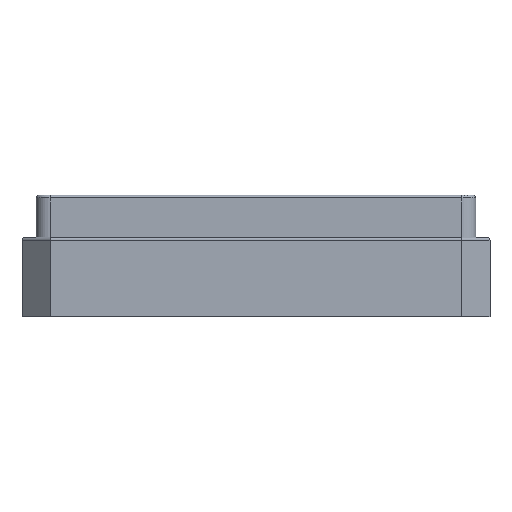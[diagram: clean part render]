
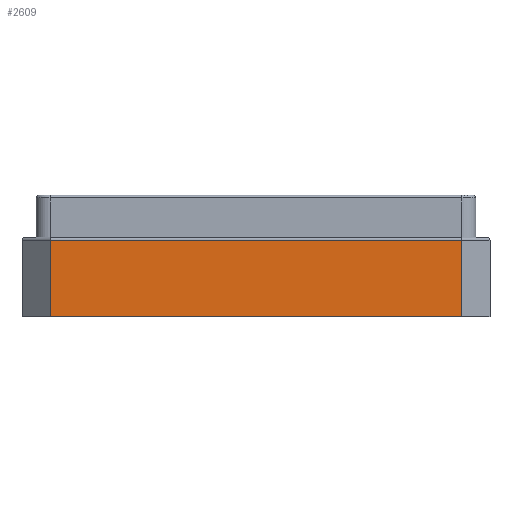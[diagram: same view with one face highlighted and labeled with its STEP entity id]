
A CAD part, front view. The second image highlights one B-rep face of the part: STEP entity #2609.
In plain terms, the highlighted planar face has unit normal (0, -1, 0).
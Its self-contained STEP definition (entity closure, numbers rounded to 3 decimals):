
#322 = CYLINDRICAL_SURFACE('',#323,0.03);
#323 = AXIS2_PLACEMENT_3D('',#324,#325,#326);
#324 = CARTESIAN_POINT('',(2.2,-1.57,0.82));
#325 = DIRECTION('',(-1.,0.,0.));
#326 = DIRECTION('',(0.,0.,1.));
#1264 = VERTEX_POINT('',#1265);
#1265 = CARTESIAN_POINT('',(2.2,-1.6,0.82));
#1279 = PLANE('',#1280);
#1280 = AXIS2_PLACEMENT_3D('',#1281,#1282,#1283);
#1281 = CARTESIAN_POINT('',(2.5,-1.3,0.));
#1282 = DIRECTION('',(0.707,-0.707,0.));
#1283 = DIRECTION('',(0.707,0.707,0.));
#1362 = EDGE_CURVE('',#1363,#1264,#1365,.T.);
#1363 = VERTEX_POINT('',#1364);
#1364 = CARTESIAN_POINT('',(-2.2,-1.6,0.82));
#1365 = SURFACE_CURVE('',#1366,(#1370,#1377),.PCURVE_S1.);
#1366 = LINE('',#1367,#1368);
#1367 = CARTESIAN_POINT('',(2.2,-1.6,0.82));
#1368 = VECTOR('',#1369,1.);
#1369 = DIRECTION('',(1.,-0.,-0.));
#1370 = PCURVE('',#322,#1371);
#1371 = DEFINITIONAL_REPRESENTATION('',(#1372),#1376);
#1372 = LINE('',#1373,#1374);
#1373 = CARTESIAN_POINT('',(4.712,0.));
#1374 = VECTOR('',#1375,1.);
#1375 = DIRECTION('',(0.,-1.));
#1376 = ( GEOMETRIC_REPRESENTATION_CONTEXT(2) 
PARAMETRIC_REPRESENTATION_CONTEXT() REPRESENTATION_CONTEXT('2D SPACE',''
  ) );
#1377 = PCURVE('',#1378,#1383);
#1378 = PLANE('',#1379);
#1379 = AXIS2_PLACEMENT_3D('',#1380,#1381,#1382);
#1380 = CARTESIAN_POINT('',(2.2,-1.6,0.));
#1381 = DIRECTION('',(0.,-1.,0.));
#1382 = DIRECTION('',(0.,-0.,-1.));
#1383 = DEFINITIONAL_REPRESENTATION('',(#1384),#1388);
#1384 = LINE('',#1385,#1386);
#1385 = CARTESIAN_POINT('',(-0.82,0.));
#1386 = VECTOR('',#1387,1.);
#1387 = DIRECTION('',(0.,1.));
#1388 = ( GEOMETRIC_REPRESENTATION_CONTEXT(2) 
PARAMETRIC_REPRESENTATION_CONTEXT() REPRESENTATION_CONTEXT('2D SPACE',''
  ) );
#1544 = PLANE('',#1545);
#1545 = AXIS2_PLACEMENT_3D('',#1546,#1547,#1548);
#1546 = CARTESIAN_POINT('',(-2.5,-1.3,0.));
#1547 = DIRECTION('',(0.707,0.707,0.));
#1548 = DIRECTION('',(-0.707,0.707,0.));
#2126 = PLANE('',#2127);
#2127 = AXIS2_PLACEMENT_3D('',#2128,#2129,#2130);
#2128 = CARTESIAN_POINT('',(-2.5,-1.3,0.));
#2129 = DIRECTION('',(0.,0.,1.));
#2130 = DIRECTION('',(1.,0.,-0.));
#2564 = EDGE_CURVE('',#1264,#2565,#2567,.T.);
#2565 = VERTEX_POINT('',#2566);
#2566 = CARTESIAN_POINT('',(2.2,-1.6,0.));
#2567 = SURFACE_CURVE('',#2568,(#2572,#2579),.PCURVE_S1.);
#2568 = LINE('',#2569,#2570);
#2569 = CARTESIAN_POINT('',(2.2,-1.6,0.));
#2570 = VECTOR('',#2571,1.);
#2571 = DIRECTION('',(0.,-0.,-1.));
#2572 = PCURVE('',#1279,#2573);
#2573 = DEFINITIONAL_REPRESENTATION('',(#2574),#2578);
#2574 = LINE('',#2575,#2576);
#2575 = CARTESIAN_POINT('',(-0.424,0.));
#2576 = VECTOR('',#2577,1.);
#2577 = DIRECTION('',(0.,-1.));
#2578 = ( GEOMETRIC_REPRESENTATION_CONTEXT(2) 
PARAMETRIC_REPRESENTATION_CONTEXT() REPRESENTATION_CONTEXT('2D SPACE',''
  ) );
#2579 = PCURVE('',#1378,#2580);
#2580 = DEFINITIONAL_REPRESENTATION('',(#2581),#2585);
#2581 = LINE('',#2582,#2583);
#2582 = CARTESIAN_POINT('',(0.,0.));
#2583 = VECTOR('',#2584,1.);
#2584 = DIRECTION('',(1.,0.));
#2585 = ( GEOMETRIC_REPRESENTATION_CONTEXT(2) 
PARAMETRIC_REPRESENTATION_CONTEXT() REPRESENTATION_CONTEXT('2D SPACE',''
  ) );
#2609 = ADVANCED_FACE('',(#2610),#1378,.T.);
#2610 = FACE_BOUND('',#2611,.T.);
#2611 = EDGE_LOOP('',(#2612,#2635,#2656,#2657));
#2612 = ORIENTED_EDGE('',*,*,#2613,.T.);
#2613 = EDGE_CURVE('',#1363,#2614,#2616,.T.);
#2614 = VERTEX_POINT('',#2615);
#2615 = CARTESIAN_POINT('',(-2.2,-1.6,0.));
#2616 = SURFACE_CURVE('',#2617,(#2621,#2628),.PCURVE_S1.);
#2617 = LINE('',#2618,#2619);
#2618 = CARTESIAN_POINT('',(-2.2,-1.6,0.));
#2619 = VECTOR('',#2620,1.);
#2620 = DIRECTION('',(0.,-0.,-1.));
#2621 = PCURVE('',#1378,#2622);
#2622 = DEFINITIONAL_REPRESENTATION('',(#2623),#2627);
#2623 = LINE('',#2624,#2625);
#2624 = CARTESIAN_POINT('',(-0.,-4.4));
#2625 = VECTOR('',#2626,1.);
#2626 = DIRECTION('',(1.,0.));
#2627 = ( GEOMETRIC_REPRESENTATION_CONTEXT(2) 
PARAMETRIC_REPRESENTATION_CONTEXT() REPRESENTATION_CONTEXT('2D SPACE',''
  ) );
#2628 = PCURVE('',#1544,#2629);
#2629 = DEFINITIONAL_REPRESENTATION('',(#2630),#2634);
#2630 = LINE('',#2631,#2632);
#2631 = CARTESIAN_POINT('',(-0.424,0.));
#2632 = VECTOR('',#2633,1.);
#2633 = DIRECTION('',(-0.,-1.));
#2634 = ( GEOMETRIC_REPRESENTATION_CONTEXT(2) 
PARAMETRIC_REPRESENTATION_CONTEXT() REPRESENTATION_CONTEXT('2D SPACE',''
  ) );
#2635 = ORIENTED_EDGE('',*,*,#2636,.T.);
#2636 = EDGE_CURVE('',#2614,#2565,#2637,.T.);
#2637 = SURFACE_CURVE('',#2638,(#2642,#2649),.PCURVE_S1.);
#2638 = LINE('',#2639,#2640);
#2639 = CARTESIAN_POINT('',(2.2,-1.6,0.));
#2640 = VECTOR('',#2641,1.);
#2641 = DIRECTION('',(1.,0.,0.));
#2642 = PCURVE('',#1378,#2643);
#2643 = DEFINITIONAL_REPRESENTATION('',(#2644),#2648);
#2644 = LINE('',#2645,#2646);
#2645 = CARTESIAN_POINT('',(0.,0.));
#2646 = VECTOR('',#2647,1.);
#2647 = DIRECTION('',(0.,1.));
#2648 = ( GEOMETRIC_REPRESENTATION_CONTEXT(2) 
PARAMETRIC_REPRESENTATION_CONTEXT() REPRESENTATION_CONTEXT('2D SPACE',''
  ) );
#2649 = PCURVE('',#2126,#2650);
#2650 = DEFINITIONAL_REPRESENTATION('',(#2651),#2655);
#2651 = LINE('',#2652,#2653);
#2652 = CARTESIAN_POINT('',(4.7,-0.3));
#2653 = VECTOR('',#2654,1.);
#2654 = DIRECTION('',(1.,0.));
#2655 = ( GEOMETRIC_REPRESENTATION_CONTEXT(2) 
PARAMETRIC_REPRESENTATION_CONTEXT() REPRESENTATION_CONTEXT('2D SPACE',''
  ) );
#2656 = ORIENTED_EDGE('',*,*,#2564,.F.);
#2657 = ORIENTED_EDGE('',*,*,#1362,.F.);
